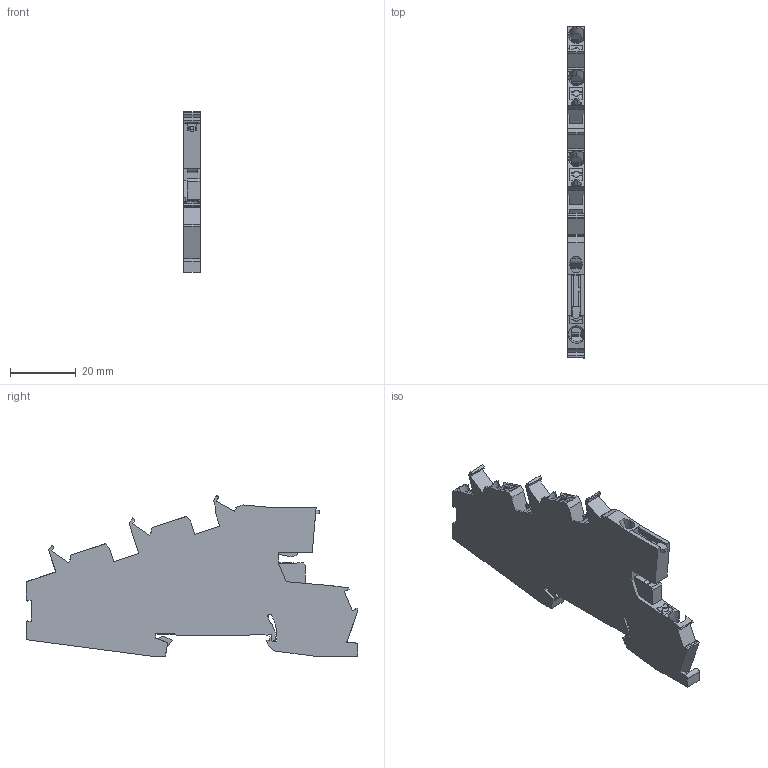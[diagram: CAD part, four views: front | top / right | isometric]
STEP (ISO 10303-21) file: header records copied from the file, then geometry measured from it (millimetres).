
FILE_DESCRIPTION(('STEP AP214'),'1');
FILE_NAME('cctmp_F3BFE743-1ED7-487E-80C9-D9F408A0B580_2023_07_24_09_04_35_0201..stp','2023-07-24T07:04:35',('SIEMENS A&D'),('CADClick - www.CADClick.com'),'Spatial InterOp 3D postprocessed',' ','unknown authorization');
FILE_SCHEMA(('AUTOMOTIVE_DESIGN'));
Length unit declared in the file: millimetre
Products named in the file (1): 2023_07_24_09_04_35_0177
Bounding box: 5.15 x 100.9 x 48.69 mm (x, y, z)
Volume: 14648.2 mm3; surface area: 10052.1 mm2
Topology: 1 solids, 1 shells, 390 faces, 1132 edges, 750 vertices
Faces by surface type: plane 305, cylinder 63, extrusion 10, torus 8, cone 4
Entity records: 15841 total; most frequent: CARTESIAN_POINT 4313, ORIENTED_EDGE 2264, DIRECTION 1984, EDGE_CURVE 1132, VECTOR 938, LINE 928, VERTEX_POINT 750, AXIS2_PLACEMENT_3D 523
